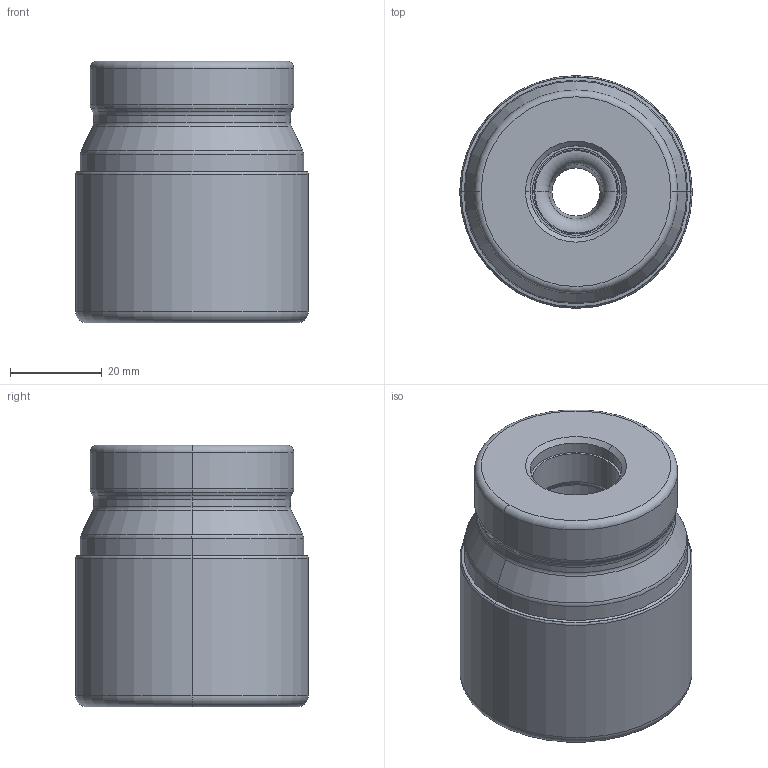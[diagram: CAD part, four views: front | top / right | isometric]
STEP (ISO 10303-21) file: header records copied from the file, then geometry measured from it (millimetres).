
FILE_DESCRIPTION(/* description */ (''),/* implementation_level */ '2;1');
FILE_NAME(/* name */ 'VPX300UR2_0003AA1209_IR0_094.stp',/* time_stamp */ '2023-03-24T14:29:15+09:00',/* author */ (''),/* organization */ (''),/* preprocessor_version */ 'ST-DEVELOPER v16',/* originating_system */ 'SIEMENS PLM Software NX 10.0',/* authorisation */ '');
FILE_SCHEMA (('AUTOMOTIVE_DESIGN { 1 0 10303 214 3 1 1 1 }'));
Length unit declared in the file: millimetre
Products named in the file (1): VPX300UR2_0003AA1209_IR0_094_ASM
Bounding box: 50.8 x 50.8 x 57.15 mm (x, y, z)
Volume: 116235.2 mm3; surface area: 24436.3 mm2
Topology: 2 solids, 2 shells, 104 faces, 284 edges, 207 vertices
Faces by surface type: torus 30, cylinder 22, cone 18, bspline 16, revolution 12, plane 6
Entity records: 4204 total; most frequent: CARTESIAN_POINT 1397, DIRECTION 633, ORIENTED_EDGE 528, AXIS2_PLACEMENT_3D 289, EDGE_CURVE 264, CIRCLE 205, VERTEX_POINT 166, EDGE_LOOP 110
